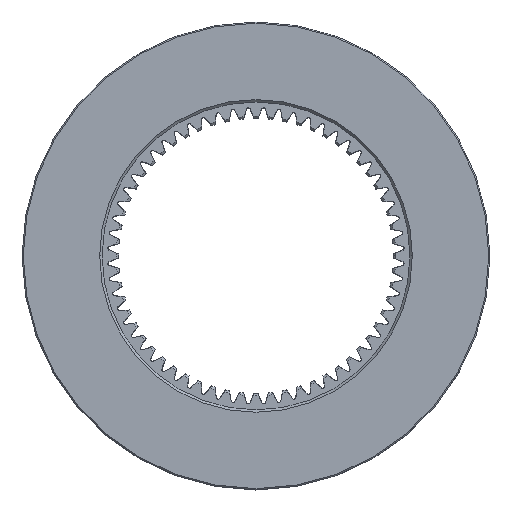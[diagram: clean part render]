
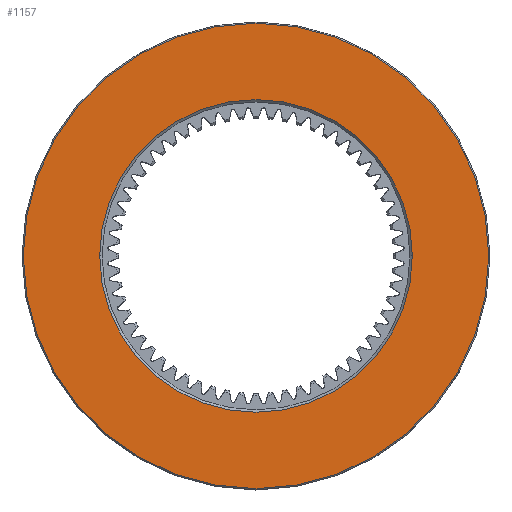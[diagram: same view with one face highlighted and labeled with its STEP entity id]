
A CAD part, top view. The second image highlights one B-rep face of the part: STEP entity #1157.
In plain terms, the highlighted planar face has unit normal (0, 0, 1).
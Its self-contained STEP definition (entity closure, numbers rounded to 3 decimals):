
#1157 = ADVANCED_FACE ( 'NONE', ( #20890, #26384 ), #21336, .F. ) ;
#1225 = AXIS2_PLACEMENT_3D ( 'NONE', #22504, #10229, #24575 ) ;
#1887 = EDGE_LOOP ( 'NONE', ( #24756, #12123 ) ) ;
#3186 = DIRECTION ( 'NONE',  ( 0., 0., -1. ) ) ;
#3453 = AXIS2_PLACEMENT_3D ( 'NONE', #23097, #10835, #25166 ) ;
#3821 = ORIENTED_EDGE ( 'NONE', *, *, #26074, .T. ) ;
#5533 = CARTESIAN_POINT ( 'NONE',  ( 0., 0., 40.5 ) ) ;
#5960 = CARTESIAN_POINT ( 'NONE',  ( -197.5, 0., 40.5 ) ) ;
#6554 = DIRECTION ( 'NONE',  ( 0., 0., 1. ) ) ;
#7570 = CIRCLE ( 'NONE', #11913, 132. ) ;
#7592 = DIRECTION ( 'NONE',  ( -1., 0., 0. ) ) ;
#7909 = CIRCLE ( 'NONE', #17709, 196.5 ) ;
#8884 = DIRECTION ( 'NONE',  ( -1., 0., 0. ) ) ;
#9839 = ORIENTED_EDGE ( 'NONE', *, *, #10354, .T. ) ;
#9847 = CIRCLE ( 'NONE', #1225, 132. ) ;
#10009 = EDGE_CURVE ( 'NONE', #24891, #20582, #9847, .T. ) ;
#10229 = DIRECTION ( 'NONE',  ( 0., 0., 1. ) ) ;
#10313 = CARTESIAN_POINT ( 'NONE',  ( 132., 0., 40.5 ) ) ;
#10354 = EDGE_CURVE ( 'NONE', #19268, #19552, #7909, .T. ) ;
#10835 = DIRECTION ( 'NONE',  ( 0., 0., 1. ) ) ;
#11913 = AXIS2_PLACEMENT_3D ( 'NONE', #18799, #6554, #20873 ) ;
#12123 = ORIENTED_EDGE ( 'NONE', *, *, #12694, .F. ) ;
#12290 = CARTESIAN_POINT ( 'NONE',  ( -196.5, 0., 40.5 ) ) ;
#12694 = EDGE_CURVE ( 'NONE', #20582, #24891, #7570, .T. ) ;
#13558 = CARTESIAN_POINT ( 'NONE',  ( 196.5, 0., 40.5 ) ) ;
#15713 = CIRCLE ( 'NONE', #3453, 196.5 ) ;
#17085 = AXIS2_PLACEMENT_3D ( 'NONE', #5960, #3186, #8884 ) ;
#17709 = AXIS2_PLACEMENT_3D ( 'NONE', #5533, #19850, #7592 ) ;
#18799 = CARTESIAN_POINT ( 'NONE',  ( 0., 0., 40.5 ) ) ;
#19268 = VERTEX_POINT ( 'NONE', #13558 ) ;
#19552 = VERTEX_POINT ( 'NONE', #12290 ) ;
#19850 = DIRECTION ( 'NONE',  ( 0., 0., 1. ) ) ;
#20582 = VERTEX_POINT ( 'NONE', #21133 ) ;
#20873 = DIRECTION ( 'NONE',  ( 1., 0., 0. ) ) ;
#20890 = FACE_OUTER_BOUND ( 'NONE', #23087, .T. ) ;
#21133 = CARTESIAN_POINT ( 'NONE',  ( -132., 0., 40.5 ) ) ;
#21336 = PLANE ( 'NONE',  #17085 ) ;
#22504 = CARTESIAN_POINT ( 'NONE',  ( 0., 0., 40.5 ) ) ;
#23087 = EDGE_LOOP ( 'NONE', ( #3821, #9839 ) ) ;
#23097 = CARTESIAN_POINT ( 'NONE',  ( 0., 0., 40.5 ) ) ;
#24575 = DIRECTION ( 'NONE',  ( 1., 0., 0. ) ) ;
#24756 = ORIENTED_EDGE ( 'NONE', *, *, #10009, .F. ) ;
#24891 = VERTEX_POINT ( 'NONE', #10313 ) ;
#25166 = DIRECTION ( 'NONE',  ( -1., 0., 0. ) ) ;
#26074 = EDGE_CURVE ( 'NONE', #19552, #19268, #15713, .T. ) ;
#26384 = FACE_BOUND ( 'NONE', #1887, .T. ) ;
